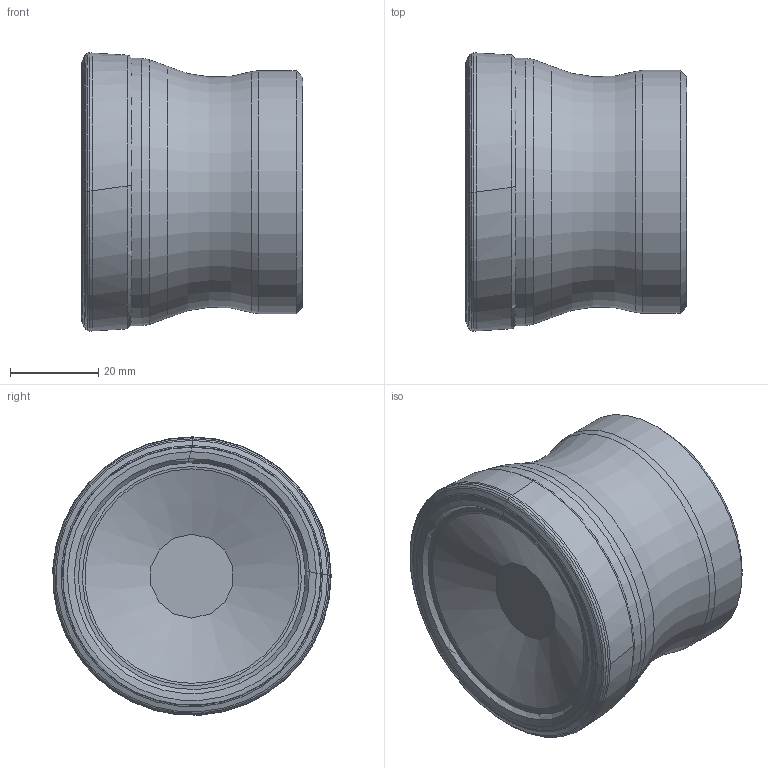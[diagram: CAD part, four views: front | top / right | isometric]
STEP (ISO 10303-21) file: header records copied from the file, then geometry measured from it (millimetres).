
FILE_DESCRIPTION(/* description */ (''),/* implementation_level */ '2;1');
FILE_NAME(/* name */ 'AHFM-LN0303-D063-A22-Z09-H.stp',/* time_stamp */ '2023-10-10T11:49:05+03:00',/* author */ (''),/* organization */ (''),/* preprocessor_version */ 'ST-DEVELOPER v19.4',/* originating_system */ 'SIEMENS PLM Software NX2306.5001',/* authorisation */ '');
FILE_SCHEMA (('AUTOMOTIVE_DESIGN { 1 0 10303 214 3 1 1 1 }'));
Length unit declared in the file: millimetre
Products named in the file (1): AHFM-LN0303-D063-A22-Z09-H-LIGHT_x_t_objects
Bounding box: 50.07 x 62.94 x 62.94 mm (x, y, z)
Volume: 128110.8 mm3; surface area: 19719.5 mm2
Topology: 2 solids, 2 shells, 63 faces, 122 edges, 62 vertices
Faces by surface type: bspline 44, torus 9, revolution 3, plane 3, cone 2, cylinder 2
Full cylindrical faces by diameter (mm): 55 x1, 60.5 x1
Entity records: 2042 total; most frequent: CARTESIAN_POINT 914, DIRECTION 225, ORIENTED_EDGE 212, EDGE_CURVE 106, AXIS2_PLACEMENT_3D 99, CIRCLE 82, EDGE_LOOP 80, ADVANCED_FACE 63
